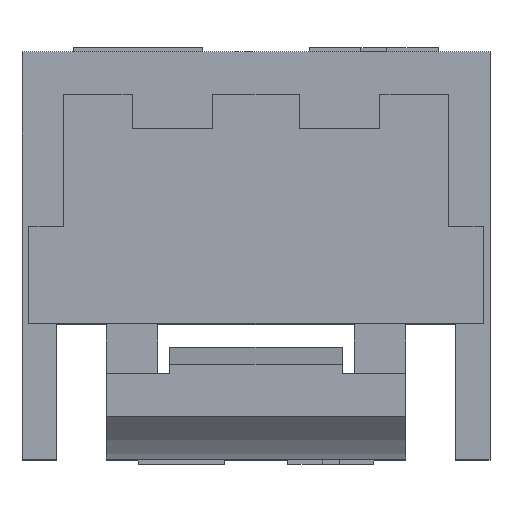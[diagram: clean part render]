
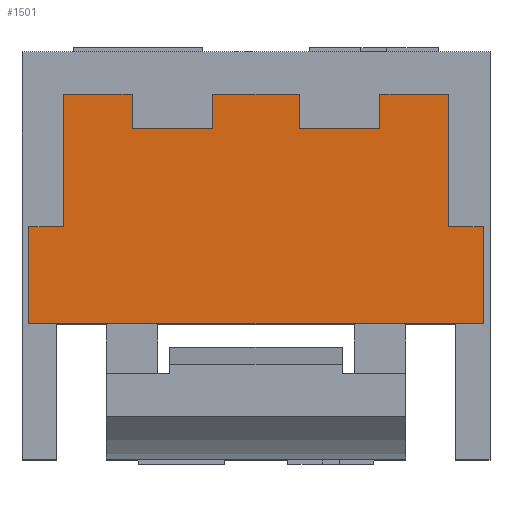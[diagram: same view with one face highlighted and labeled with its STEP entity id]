
A CAD part, top view. The second image highlights one B-rep face of the part: STEP entity #1501.
In plain terms, the highlighted planar face has unit normal (0, 0, 1).
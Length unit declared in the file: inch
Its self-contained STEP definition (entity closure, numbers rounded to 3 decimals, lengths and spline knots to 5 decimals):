
#52 = DIRECTION ( 'NONE',  ( -1., 0., 0. ) ) ;
#86 = DIRECTION ( 'NONE',  ( 0., 1., 0. ) ) ;
#92 = VERTEX_POINT ( 'NONE', #647 ) ;
#102 = DIRECTION ( 'NONE',  ( 0., -1., 0. ) ) ;
#107 = CARTESIAN_POINT ( 'NONE',  ( 0.112, -0.0395, 0.363 ) ) ;
#145 = EDGE_CURVE ( 'NONE', #2036, #539, #436, .T. ) ;
#148 = VECTOR ( 'NONE', #1190, 39.37008 ) ;
#155 = CARTESIAN_POINT ( 'NONE',  ( 0.132, -0.0395, 0.363 ) ) ;
#203 = CARTESIAN_POINT ( 'NONE',  ( -0.132, -0.0395, 0.363 ) ) ;
#225 = VECTOR ( 'NONE', #86, 39.37008 ) ;
#264 = DIRECTION ( 'NONE',  ( -1., 0., 0. ) ) ;
#287 = ORIENTED_EDGE ( 'NONE', *, *, #1536, .T. ) ;
#325 = VECTOR ( 'NONE', #2612, 39.37008 ) ;
#329 = VECTOR ( 'NONE', #2499, 39.37008 ) ;
#372 = VECTOR ( 'NONE', #3057, 39.37008 ) ;
#386 = CARTESIAN_POINT ( 'NONE',  ( -0.112, -0.0395, 0.363 ) ) ;
#408 = PLANE ( 'NONE',  #1762 ) ;
#415 = CARTESIAN_POINT ( 'NONE',  ( -0.025, 0.0735, 0.363 ) ) ;
#427 = CARTESIAN_POINT ( 'NONE',  ( 0.072, 0.0935, 0.363 ) ) ;
#436 = LINE ( 'NONE', #695, #325 ) ;
#444 = EDGE_LOOP ( 'NONE', ( #2245, #1354, #551, #2286, #1362, #630, #486, #1486, #287, #492, #2037, #1403, #1494, #1767, #714, #2906 ) ) ;
#486 = ORIENTED_EDGE ( 'NONE', *, *, #1047, .T. ) ;
#492 = ORIENTED_EDGE ( 'NONE', *, *, #3102, .T. ) ;
#526 = VECTOR ( 'NONE', #1147, 39.37008 ) ;
#539 = VERTEX_POINT ( 'NONE', #1145 ) ;
#551 = ORIENTED_EDGE ( 'NONE', *, *, #1612, .F. ) ;
#553 = EDGE_CURVE ( 'NONE', #996, #2698, #2236, .T. ) ;
#578 = EDGE_CURVE ( 'NONE', #2698, #1491, #2890, .T. ) ;
#602 = LINE ( 'NONE', #655, #841 ) ;
#630 = ORIENTED_EDGE ( 'NONE', *, *, #1307, .T. ) ;
#647 = CARTESIAN_POINT ( 'NONE',  ( -0.112, 0.0935, 0.363 ) ) ;
#655 = CARTESIAN_POINT ( 'NONE',  ( 0.072, 0.0735, 0.363 ) ) ;
#695 = CARTESIAN_POINT ( 'NONE',  ( -0.112, -0.0395, 0.363 ) ) ;
#714 = ORIENTED_EDGE ( 'NONE', *, *, #1994, .T. ) ;
#715 = VECTOR ( 'NONE', #264, 39.37008 ) ;
#726 = VECTOR ( 'NONE', #52, 39.37008 ) ;
#841 = VECTOR ( 'NONE', #2579, 39.37008 ) ;
#849 = EDGE_CURVE ( 'NONE', #2628, #1816, #1709, .T. ) ;
#859 = VERTEX_POINT ( 'NONE', #2685 ) ;
#869 = CARTESIAN_POINT ( 'NONE',  ( -0.025, 0.0935, 0.363 ) ) ;
#892 = CARTESIAN_POINT ( 'NONE',  ( -0.112, 0.0935, 0.363 ) ) ;
#912 = DIRECTION ( 'NONE',  ( 0., 1., 0. ) ) ;
#940 = CARTESIAN_POINT ( 'NONE',  ( 0.072, 0.0935, 0.363 ) ) ;
#996 = VERTEX_POINT ( 'NONE', #1062 ) ;
#1034 = VECTOR ( 'NONE', #1924, 39.37008 ) ;
#1047 = EDGE_CURVE ( 'NONE', #2756, #1679, #2151, .T. ) ;
#1062 = CARTESIAN_POINT ( 'NONE',  ( 0.025, 0.0735, 0.363 ) ) ;
#1079 = CARTESIAN_POINT ( 'NONE',  ( 0.025, 0.0735, 0.363 ) ) ;
#1145 = CARTESIAN_POINT ( 'NONE',  ( 0.132, -0.0395, 0.363 ) ) ;
#1147 = DIRECTION ( 'NONE',  ( 0., -1., 0. ) ) ;
#1190 = DIRECTION ( 'NONE',  ( -1., 0., 0. ) ) ;
#1201 = CARTESIAN_POINT ( 'NONE',  ( 0.112, 0.0935, 0.363 ) ) ;
#1223 = LINE ( 'NONE', #2657, #1597 ) ;
#1307 = EDGE_CURVE ( 'NONE', #859, #2756, #1223, .T. ) ;
#1332 = CARTESIAN_POINT ( 'NONE',  ( -0.072, 0.0935, 0.363 ) ) ;
#1354 = ORIENTED_EDGE ( 'NONE', *, *, #1621, .T. ) ;
#1362 = ORIENTED_EDGE ( 'NONE', *, *, #1472, .T. ) ;
#1403 = ORIENTED_EDGE ( 'NONE', *, *, #578, .T. ) ;
#1408 = LINE ( 'NONE', #155, #2007 ) ;
#1433 = DIRECTION ( 'NONE',  ( -1., 0., 0. ) ) ;
#1439 = CARTESIAN_POINT ( 'NONE',  ( 0.025, 0.0935, 0.363 ) ) ;
#1464 = DIRECTION ( 'NONE',  ( -1., 0., 0. ) ) ;
#1472 = EDGE_CURVE ( 'NONE', #539, #859, #1408, .T. ) ;
#1479 = CARTESIAN_POINT ( 'NONE',  ( -0.025, 0.0935, 0.363 ) ) ;
#1486 = ORIENTED_EDGE ( 'NONE', *, *, #1720, .T. ) ;
#1491 = VERTEX_POINT ( 'NONE', #869 ) ;
#1494 = ORIENTED_EDGE ( 'NONE', *, *, #3116, .T. ) ;
#1501 = ADVANCED_FACE ( 'NONE', ( #1595 ), #408, .F. ) ;
#1536 = EDGE_CURVE ( 'NONE', #2651, #1596, #602, .T. ) ;
#1542 = EDGE_CURVE ( 'NONE', #92, #1854, #2299, .T. ) ;
#1564 = CARTESIAN_POINT ( 'NONE',  ( -0.025, 0.0735, 0.363 ) ) ;
#1591 = VECTOR ( 'NONE', #912, 39.37008 ) ;
#1595 = FACE_OUTER_BOUND ( 'NONE', #444, .T. ) ;
#1596 = VERTEX_POINT ( 'NONE', #1687 ) ;
#1597 = VECTOR ( 'NONE', #1464, 39.37008 ) ;
#1601 = DIRECTION ( 'NONE',  ( -1., 0., 0. ) ) ;
#1612 = EDGE_CURVE ( 'NONE', #2036, #1863, #1968, .T. ) ;
#1621 = EDGE_CURVE ( 'NONE', #1854, #1863, #2380, .T. ) ;
#1678 = CARTESIAN_POINT ( 'NONE',  ( 0.132, 0.0165, 0.363 ) ) ;
#1679 = VERTEX_POINT ( 'NONE', #1201 ) ;
#1687 = CARTESIAN_POINT ( 'NONE',  ( 0.072, 0.0735, 0.363 ) ) ;
#1709 = LINE ( 'NONE', #2216, #726 ) ;
#1720 = EDGE_CURVE ( 'NONE', #1679, #2651, #2748, .T. ) ;
#1751 = VECTOR ( 'NONE', #1433, 39.37008 ) ;
#1762 = AXIS2_PLACEMENT_3D ( 'NONE', #892, #2564, #1601 ) ;
#1767 = ORIENTED_EDGE ( 'NONE', *, *, #849, .T. ) ;
#1816 = VERTEX_POINT ( 'NONE', #2425 ) ;
#1854 = VERTEX_POINT ( 'NONE', #2243 ) ;
#1863 = VERTEX_POINT ( 'NONE', #2461 ) ;
#1924 = DIRECTION ( 'NONE',  ( 0., 1., 0. ) ) ;
#1937 = LINE ( 'NONE', #1564, #1974 ) ;
#1941 = CARTESIAN_POINT ( 'NONE',  ( -0.112, 0.0935, 0.363 ) ) ;
#1968 = LINE ( 'NONE', #203, #1034 ) ;
#1974 = VECTOR ( 'NONE', #102, 39.37008 ) ;
#1994 = EDGE_CURVE ( 'NONE', #1816, #2938, #2436, .T. ) ;
#2007 = VECTOR ( 'NONE', #2122, 39.37008 ) ;
#2036 = VERTEX_POINT ( 'NONE', #2293 ) ;
#2037 = ORIENTED_EDGE ( 'NONE', *, *, #553, .T. ) ;
#2051 = DIRECTION ( 'NONE',  ( 0., 1., 0. ) ) ;
#2069 = LINE ( 'NONE', #1941, #715 ) ;
#2122 = DIRECTION ( 'NONE',  ( 0., 1., 0. ) ) ;
#2129 = LINE ( 'NONE', #1079, #329 ) ;
#2151 = LINE ( 'NONE', #107, #225 ) ;
#2179 = CARTESIAN_POINT ( 'NONE',  ( 0.025, 0.0935, 0.363 ) ) ;
#2216 = CARTESIAN_POINT ( 'NONE',  ( -0.072, 0.0735, 0.363 ) ) ;
#2236 = LINE ( 'NONE', #2179, #1591 ) ;
#2243 = CARTESIAN_POINT ( 'NONE',  ( -0.112, 0.0165, 0.363 ) ) ;
#2245 = ORIENTED_EDGE ( 'NONE', *, *, #1542, .T. ) ;
#2286 = ORIENTED_EDGE ( 'NONE', *, *, #145, .T. ) ;
#2293 = CARTESIAN_POINT ( 'NONE',  ( -0.132, -0.0395, 0.363 ) ) ;
#2299 = LINE ( 'NONE', #386, #526 ) ;
#2380 = LINE ( 'NONE', #1678, #1751 ) ;
#2425 = CARTESIAN_POINT ( 'NONE',  ( -0.072, 0.0735, 0.363 ) ) ;
#2436 = LINE ( 'NONE', #1332, #2950 ) ;
#2461 = CARTESIAN_POINT ( 'NONE',  ( -0.132, 0.0165, 0.363 ) ) ;
#2499 = DIRECTION ( 'NONE',  ( -1., 0., 0. ) ) ;
#2564 = DIRECTION ( 'NONE',  ( 0., 0., -1. ) ) ;
#2579 = DIRECTION ( 'NONE',  ( 0., -1., 0. ) ) ;
#2612 = DIRECTION ( 'NONE',  ( 1., 0., 0. ) ) ;
#2628 = VERTEX_POINT ( 'NONE', #415 ) ;
#2651 = VERTEX_POINT ( 'NONE', #427 ) ;
#2657 = CARTESIAN_POINT ( 'NONE',  ( 0.132, 0.0165, 0.363 ) ) ;
#2685 = CARTESIAN_POINT ( 'NONE',  ( 0.132, 0.0165, 0.363 ) ) ;
#2698 = VERTEX_POINT ( 'NONE', #1439 ) ;
#2748 = LINE ( 'NONE', #940, #148 ) ;
#2756 = VERTEX_POINT ( 'NONE', #3074 ) ;
#2887 = EDGE_CURVE ( 'NONE', #2938, #92, #2069, .T. ) ;
#2890 = LINE ( 'NONE', #1479, #372 ) ;
#2906 = ORIENTED_EDGE ( 'NONE', *, *, #2887, .T. ) ;
#2938 = VERTEX_POINT ( 'NONE', #2965 ) ;
#2950 = VECTOR ( 'NONE', #2051, 39.37008 ) ;
#2965 = CARTESIAN_POINT ( 'NONE',  ( -0.072, 0.0935, 0.363 ) ) ;
#3057 = DIRECTION ( 'NONE',  ( -1., 0., 0. ) ) ;
#3074 = CARTESIAN_POINT ( 'NONE',  ( 0.112, 0.0165, 0.363 ) ) ;
#3102 = EDGE_CURVE ( 'NONE', #1596, #996, #2129, .T. ) ;
#3116 = EDGE_CURVE ( 'NONE', #1491, #2628, #1937, .T. ) ;
